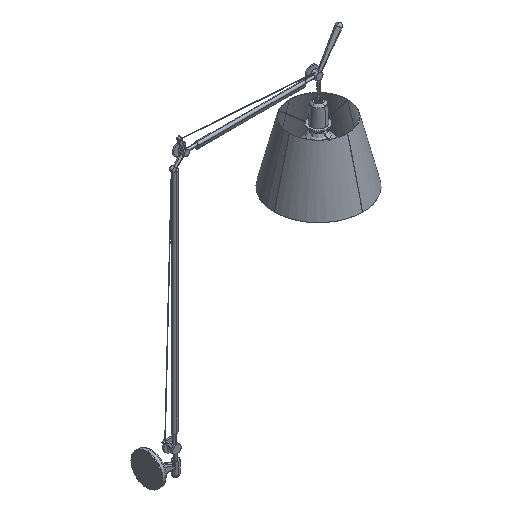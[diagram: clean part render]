
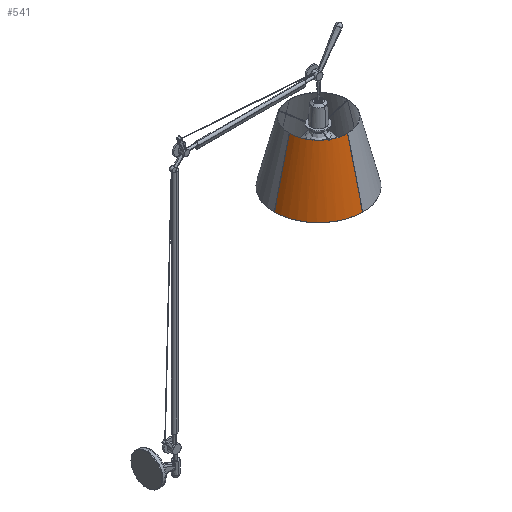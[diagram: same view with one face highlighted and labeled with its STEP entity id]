
A CAD part, isometric view. The second image highlights one B-rep face of the part: STEP entity #541.
In plain terms, the highlighted free-form (B-spline) face has degree [2, 1] with [3, 2] control points.
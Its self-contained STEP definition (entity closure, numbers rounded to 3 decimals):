
#541=ADVANCED_FACE('',(#955),#6960,.T.);
#955=FACE_OUTER_BOUND('',#1405,.T.);
#1405=EDGE_LOOP('',(#3586,#3587,#3588,#3589));
#3586=ORIENTED_EDGE('',*,*,#4734,.F.);
#3587=ORIENTED_EDGE('',*,*,#4740,.T.);
#3588=ORIENTED_EDGE('',*,*,#4729,.F.);
#3589=ORIENTED_EDGE('',*,*,#4741,.T.);
#4729=EDGE_CURVE('',#6610,#6614,#5852,.T.);
#4734=EDGE_CURVE('',#6616,#6612,#5857,.T.);
#4740=EDGE_CURVE('',#6616,#6614,#5863,.T.);
#4741=EDGE_CURVE('',#6610,#6612,#5864,.T.);
#5852=(
BOUNDED_CURVE()
B_SPLINE_CURVE(2,(#22620,#22621,#22622),.UNSPECIFIED.,.F.,.F.)
B_SPLINE_CURVE_WITH_KNOTS((3,3),(-267.881,-133.941),
 .UNSPECIFIED.)
CURVE()
GEOMETRIC_REPRESENTATION_ITEM()
RATIONAL_B_SPLINE_CURVE((1.,0.707,1.))
REPRESENTATION_ITEM('')
);
#5857=(
BOUNDED_CURVE()
B_SPLINE_CURVE(2,(#22632,#22633,#22634),.UNSPECIFIED.,.F.,.F.)
B_SPLINE_CURVE_WITH_KNOTS((3,3),(88.705,177.409),
 .UNSPECIFIED.)
CURVE()
GEOMETRIC_REPRESENTATION_ITEM()
RATIONAL_B_SPLINE_CURVE((1.,0.707,1.))
REPRESENTATION_ITEM('')
);
#5863=(
BOUNDED_CURVE()
B_SPLINE_CURVE(1,(#22649,#22650),.UNSPECIFIED.,.F.,.F.)
B_SPLINE_CURVE_WITH_KNOTS((2,2),(444.226,670.765),
 .UNSPECIFIED.)
CURVE()
GEOMETRIC_REPRESENTATION_ITEM()
RATIONAL_B_SPLINE_CURVE((1.,1.))
REPRESENTATION_ITEM('')
);
#5864=(
BOUNDED_CURVE()
B_SPLINE_CURVE(1,(#22651,#22652),.UNSPECIFIED.,.F.,.F.)
B_SPLINE_CURVE_WITH_KNOTS((2,2),(-670.765,-444.226),
 .UNSPECIFIED.)
CURVE()
GEOMETRIC_REPRESENTATION_ITEM()
RATIONAL_B_SPLINE_CURVE((1.,1.))
REPRESENTATION_ITEM('')
);
#6610=VERTEX_POINT('',#22213);
#6612=VERTEX_POINT('',#22215);
#6614=VERTEX_POINT('',#22217);
#6616=VERTEX_POINT('',#22219);
#6960=(
BOUNDED_SURFACE()
B_SPLINE_SURFACE(2,1,((#22145,#22146),(#22147,#22148),(#22149,#22150)),
 .UNSPECIFIED.,.F.,.F.,.F.)
B_SPLINE_SURFACE_WITH_KNOTS((3,3),(2,2),(0.,133.941),(444.226,
670.765),.UNSPECIFIED.)
GEOMETRIC_REPRESENTATION_ITEM()
RATIONAL_B_SPLINE_SURFACE(((1.,1.),(0.707,0.707),
(1.,1.)))
REPRESENTATION_ITEM('')
SURFACE()
);
#22145=CARTESIAN_POINT('',(622.,-105.963,795.5));
#22146=CARTESIAN_POINT('',(622.,-160.,575.5));
#22147=CARTESIAN_POINT('',(516.037,-105.963,795.5));
#22148=CARTESIAN_POINT('',(462.,-160.,575.5));
#22149=CARTESIAN_POINT('',(516.037,0.,795.5));
#22150=CARTESIAN_POINT('',(462.,0.,575.5));
#22213=CARTESIAN_POINT('',(622.,-160.,575.5));
#22215=CARTESIAN_POINT('',(622.,-105.963,795.5));
#22217=CARTESIAN_POINT('',(462.,0.,575.5));
#22219=CARTESIAN_POINT('',(516.037,0.,795.5));
#22620=CARTESIAN_POINT('',(622.,-160.,575.5));
#22621=CARTESIAN_POINT('',(462.,-160.,575.5));
#22622=CARTESIAN_POINT('',(462.,0.,575.5));
#22632=CARTESIAN_POINT('',(516.037,0.,795.5));
#22633=CARTESIAN_POINT('',(516.037,-105.963,795.5));
#22634=CARTESIAN_POINT('',(622.,-105.963,795.5));
#22649=CARTESIAN_POINT('',(516.037,0.,795.5));
#22650=CARTESIAN_POINT('',(462.,0.,575.5));
#22651=CARTESIAN_POINT('',(622.,-160.,575.5));
#22652=CARTESIAN_POINT('',(622.,-105.963,795.5));
